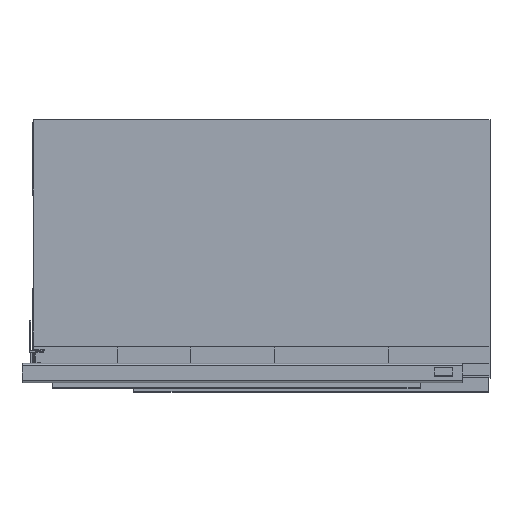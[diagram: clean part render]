
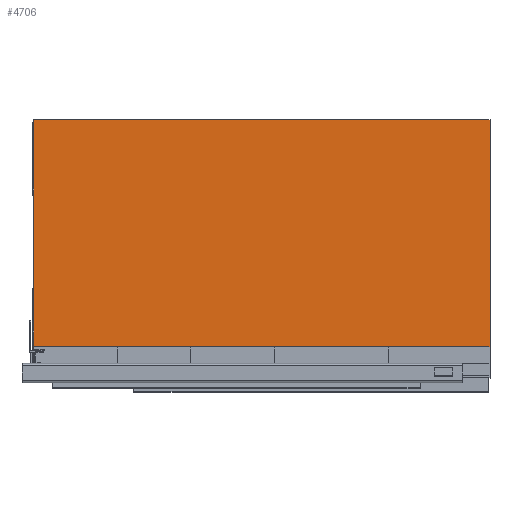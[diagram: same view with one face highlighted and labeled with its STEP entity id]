
A CAD part, top view. The second image highlights one B-rep face of the part: STEP entity #4706.
In plain terms, the highlighted planar face has unit normal (0, 0, 1).
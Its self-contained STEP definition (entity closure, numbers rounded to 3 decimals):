
#275 = VERTEX_POINT ( 'NONE', #3365 ) ;
#567 = LINE ( 'NONE', #9049, #4798 ) ;
#674 = CARTESIAN_POINT ( 'NONE',  ( -440., 249., 13.5 ) ) ;
#793 = CARTESIAN_POINT ( 'NONE',  ( 0., 249., 13.5 ) ) ;
#1539 = CARTESIAN_POINT ( 'NONE',  ( -440., 249., 13.5 ) ) ;
#1886 = EDGE_LOOP ( 'NONE', ( #4100, #9079, #8189, #6505 ) ) ;
#2105 = DIRECTION ( 'NONE',  ( 1., 0., 0. ) ) ;
#2310 = PLANE ( 'NONE',  #7283 ) ;
#2314 = EDGE_CURVE ( 'NONE', #3099, #4681, #567, .T. ) ;
#2514 = DIRECTION ( 'NONE',  ( 0., 0., 1. ) ) ;
#2899 = EDGE_CURVE ( 'NONE', #275, #5287, #7801, .T. ) ;
#3099 = VERTEX_POINT ( 'NONE', #4551 ) ;
#3112 = CARTESIAN_POINT ( 'NONE',  ( -440., 30., 13.5 ) ) ;
#3355 = DIRECTION ( 'NONE',  ( 1., 0., 0. ) ) ;
#3365 = CARTESIAN_POINT ( 'NONE',  ( -440., 30., 13.5 ) ) ;
#3895 = EDGE_CURVE ( 'NONE', #4681, #5287, #5518, .T. ) ;
#3896 = CARTESIAN_POINT ( 'NONE',  ( 0., 249., 13.5 ) ) ;
#4100 = ORIENTED_EDGE ( 'NONE', *, *, #3895, .F. ) ;
#4551 = CARTESIAN_POINT ( 'NONE',  ( -440., 249., 13.5 ) ) ;
#4681 = VERTEX_POINT ( 'NONE', #3896 ) ;
#4706 = ADVANCED_FACE ( 'NONE', ( #6977 ), #2310, .T. ) ;
#4738 = DIRECTION ( 'NONE',  ( 0., -1., 0. ) ) ;
#4798 = VECTOR ( 'NONE', #2105, 1000. ) ;
#4863 = DIRECTION ( 'NONE',  ( 0., -1., 0. ) ) ;
#5287 = VERTEX_POINT ( 'NONE', #6586 ) ;
#5483 = VECTOR ( 'NONE', #4863, 1000. ) ;
#5518 = LINE ( 'NONE', #793, #5483 ) ;
#6059 = VECTOR ( 'NONE', #6729, 1000. ) ;
#6505 = ORIENTED_EDGE ( 'NONE', *, *, #2899, .T. ) ;
#6586 = CARTESIAN_POINT ( 'NONE',  ( 0., 30., 13.5 ) ) ;
#6729 = DIRECTION ( 'NONE',  ( 0., -1., 0. ) ) ;
#6977 = FACE_OUTER_BOUND ( 'NONE', #1886, .T. ) ;
#7022 = EDGE_CURVE ( 'NONE', #3099, #275, #8286, .T. ) ;
#7283 = AXIS2_PLACEMENT_3D ( 'NONE', #1539, #2514, #4738 ) ;
#7597 = VECTOR ( 'NONE', #3355, 1000. ) ;
#7801 = LINE ( 'NONE', #3112, #7597 ) ;
#8189 = ORIENTED_EDGE ( 'NONE', *, *, #7022, .T. ) ;
#8286 = LINE ( 'NONE', #674, #6059 ) ;
#9049 = CARTESIAN_POINT ( 'NONE',  ( -440., 249., 13.5 ) ) ;
#9079 = ORIENTED_EDGE ( 'NONE', *, *, #2314, .F. ) ;
